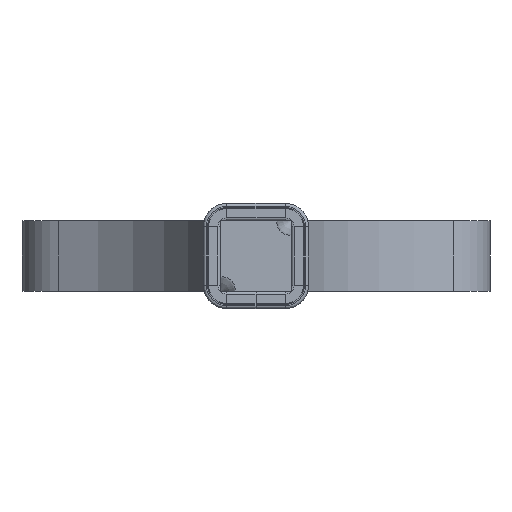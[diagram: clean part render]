
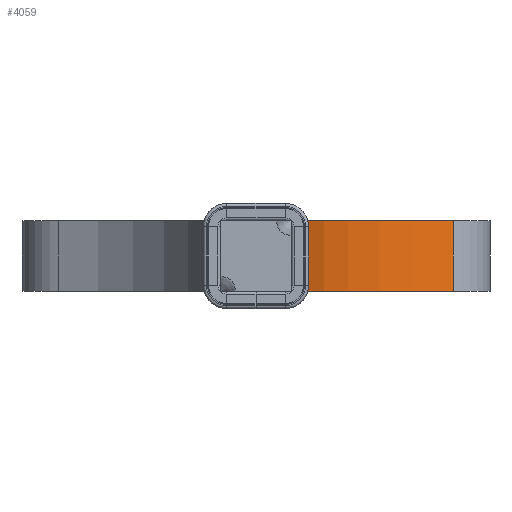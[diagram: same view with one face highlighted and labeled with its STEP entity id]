
A CAD part, front view. The second image highlights one B-rep face of the part: STEP entity #4059.
In plain terms, the highlighted cylindrical face has radius 43.765 mm (diameter 87.529 mm), a partial arc.
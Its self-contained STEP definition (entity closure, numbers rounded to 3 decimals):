
#156 = DIRECTION ( 'NONE',  ( 0., 0., 1. ) ) ;
#828 = VERTEX_POINT ( 'NONE', #14547 ) ;
#1030 = AXIS2_PLACEMENT_3D ( 'NONE', #8270, #13795, #2790 ) ;
#1751 = VECTOR ( 'NONE', #12766, 1000. ) ;
#1845 = VERTEX_POINT ( 'NONE', #4564 ) ;
#2145 = ORIENTED_EDGE ( 'NONE', *, *, #3923, .F. ) ;
#2211 = ORIENTED_EDGE ( 'NONE', *, *, #17204, .T. ) ;
#2790 = DIRECTION ( 'NONE',  ( 1., 0., 0. ) ) ;
#3923 = EDGE_CURVE ( 'NONE', #1845, #5539, #23219, .T. ) ;
#4059 = ADVANCED_FACE ( 'NONE', ( #8550 ), #14854, .F. ) ;
#4564 = CARTESIAN_POINT ( 'NONE',  ( 33.676, -9.3, -6. ) ) ;
#5318 = EDGE_LOOP ( 'NONE', ( #2211, #12540, #2145, #18055 ) ) ;
#5539 = VERTEX_POINT ( 'NONE', #21179 ) ;
#7783 = LINE ( 'NONE', #10703, #1751 ) ;
#8270 = CARTESIAN_POINT ( 'NONE',  ( 49.765, -50., 0. ) ) ;
#8461 = LINE ( 'NONE', #10110, #12466 ) ;
#8550 = FACE_OUTER_BOUND ( 'NONE', #5318, .T. ) ;
#8968 = AXIS2_PLACEMENT_3D ( 'NONE', #22091, #14786, #12936 ) ;
#9421 = DIRECTION ( 'NONE',  ( -0.368, 0.93, 0. ) ) ;
#9811 = CIRCLE ( 'NONE', #8968, 43.765 ) ;
#10110 = CARTESIAN_POINT ( 'NONE',  ( 6., -50., -6. ) ) ;
#10703 = CARTESIAN_POINT ( 'NONE',  ( 33.676, -9.3, -6. ) ) ;
#12466 = VECTOR ( 'NONE', #14027, 1000. ) ;
#12540 = ORIENTED_EDGE ( 'NONE', *, *, #22085, .F. ) ;
#12766 = DIRECTION ( 'NONE',  ( 0., 0., 1. ) ) ;
#12936 = DIRECTION ( 'NONE',  ( -0.368, 0.93, 0. ) ) ;
#13795 = DIRECTION ( 'NONE',  ( 0., 0., 1. ) ) ;
#14027 = DIRECTION ( 'NONE',  ( 0., 0., 1. ) ) ;
#14547 = CARTESIAN_POINT ( 'NONE',  ( 6., -50., 6. ) ) ;
#14589 = CARTESIAN_POINT ( 'NONE',  ( 33.676, -9.3, 6. ) ) ;
#14786 = DIRECTION ( 'NONE',  ( 0., 0., 1. ) ) ;
#14854 = CYLINDRICAL_SURFACE ( 'NONE', #1030, 43.765 ) ;
#17024 = EDGE_CURVE ( 'NONE', #1845, #20201, #7783, .T. ) ;
#17204 = EDGE_CURVE ( 'NONE', #20201, #828, #9811, .T. ) ;
#17295 = AXIS2_PLACEMENT_3D ( 'NONE', #20315, #156, #9421 ) ;
#18055 = ORIENTED_EDGE ( 'NONE', *, *, #17024, .T. ) ;
#20201 = VERTEX_POINT ( 'NONE', #14589 ) ;
#20315 = CARTESIAN_POINT ( 'NONE',  ( 49.765, -50., -6. ) ) ;
#21179 = CARTESIAN_POINT ( 'NONE',  ( 6., -50., -6. ) ) ;
#22085 = EDGE_CURVE ( 'NONE', #5539, #828, #8461, .T. ) ;
#22091 = CARTESIAN_POINT ( 'NONE',  ( 49.765, -50., 6. ) ) ;
#23219 = CIRCLE ( 'NONE', #17295, 43.765 ) ;
